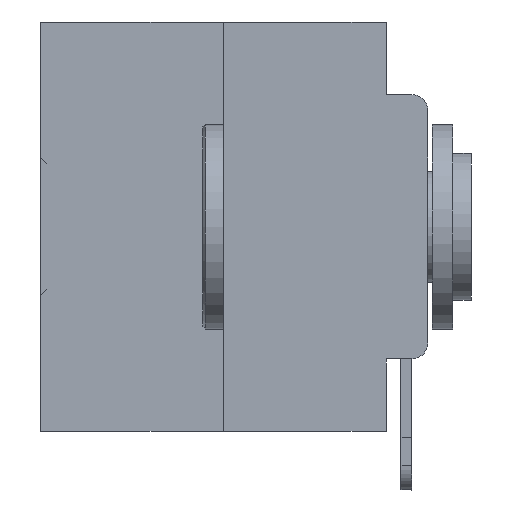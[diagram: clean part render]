
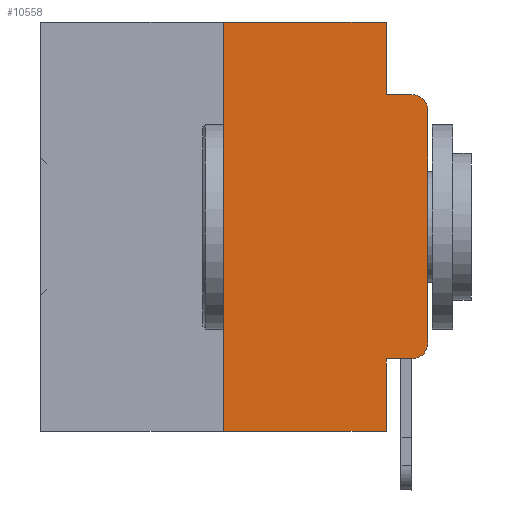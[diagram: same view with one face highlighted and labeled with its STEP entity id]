
A CAD part, left-side view. The second image highlights one B-rep face of the part: STEP entity #10558.
In plain terms, the highlighted planar face has unit normal (-1, 0, 0).
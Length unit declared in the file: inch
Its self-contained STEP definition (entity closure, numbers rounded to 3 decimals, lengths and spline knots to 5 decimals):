
#80 = CARTESIAN_POINT ( 'NONE',  ( 0., 0.02, -0.3915 ) ) ;
#892 = CARTESIAN_POINT ( 'NONE',  ( 0., 0.051, -0.0885 ) ) ;
#976 = LINE ( 'NONE', #17868, #13677 ) ;
#1120 = CIRCLE ( 'NONE', #20258, 0.02 ) ;
#1254 = EDGE_CURVE ( 'NONE', #3744, #19669, #10776, .T. ) ;
#3049 = VECTOR ( 'NONE', #22203, 39.37008 ) ;
#3180 = VERTEX_POINT ( 'NONE', #26369 ) ;
#3415 = LINE ( 'NONE', #892, #8910 ) ;
#3484 = VECTOR ( 'NONE', #32129, 39.37008 ) ;
#3744 = VERTEX_POINT ( 'NONE', #34987 ) ;
#4082 = CARTESIAN_POINT ( 'NONE',  ( 0., 0.473, 0. ) ) ;
#4319 = ORIENTED_EDGE ( 'NONE', *, *, #19171, .T. ) ;
#4534 = DIRECTION ( 'NONE',  ( 0., -1., 0. ) ) ;
#4928 = DIRECTION ( 'NONE',  ( -1., 0., 0. ) ) ;
#5903 = EDGE_CURVE ( 'NONE', #7310, #32065, #976, .T. ) ;
#6335 = ORIENTED_EDGE ( 'NONE', *, *, #21927, .T. ) ;
#6440 = VECTOR ( 'NONE', #15445, 39.37008 ) ;
#6571 = CARTESIAN_POINT ( 'NONE',  ( 0., 0.02, -0.0885 ) ) ;
#7310 = VERTEX_POINT ( 'NONE', #29780 ) ;
#7683 = EDGE_CURVE ( 'NONE', #34632, #28519, #23966, .T. ) ;
#7716 = ORIENTED_EDGE ( 'NONE', *, *, #35239, .F. ) ;
#7922 = DIRECTION ( 'NONE',  ( 0., 0., -1. ) ) ;
#8382 = CARTESIAN_POINT ( 'NONE',  ( 0., 0., 0. ) ) ;
#8910 = VECTOR ( 'NONE', #34247, 39.37008 ) ;
#10330 = EDGE_CURVE ( 'NONE', #32065, #32855, #3415, .T. ) ;
#10558 = ADVANCED_FACE ( 'NONE', ( #27339 ), #21933, .F. ) ;
#10646 = ORIENTED_EDGE ( 'NONE', *, *, #1254, .T. ) ;
#10764 = DIRECTION ( 'NONE',  ( -1., 0., 0. ) ) ;
#10776 = CIRCLE ( 'NONE', #13691, 0.02 ) ;
#11934 = VERTEX_POINT ( 'NONE', #14274 ) ;
#12709 = EDGE_LOOP ( 'NONE', ( #6335, #25389, #31550, #32306, #19283, #7716, #24124, #33589, #4319, #10646 ) ) ;
#12901 = CARTESIAN_POINT ( 'NONE',  ( 0., 0.25, 0. ) ) ;
#13677 = VECTOR ( 'NONE', #34153, 39.37008 ) ;
#13691 = AXIS2_PLACEMENT_3D ( 'NONE', #80, #10764, #22404 ) ;
#14274 = CARTESIAN_POINT ( 'NONE',  ( 0., 0.25, 0. ) ) ;
#15445 = DIRECTION ( 'NONE',  ( 0., -1., 0. ) ) ;
#15888 = AXIS2_PLACEMENT_3D ( 'NONE', #33306, #33483, #7922 ) ;
#15979 = LINE ( 'NONE', #18702, #6440 ) ;
#17135 = EDGE_CURVE ( 'NONE', #3180, #32855, #1120, .T. ) ;
#17868 = CARTESIAN_POINT ( 'NONE',  ( 0., 0.051, 0. ) ) ;
#18702 = CARTESIAN_POINT ( 'NONE',  ( 0., 0.051, -0.4115 ) ) ;
#19171 = EDGE_CURVE ( 'NONE', #25046, #3744, #15979, .T. ) ;
#19283 = ORIENTED_EDGE ( 'NONE', *, *, #21324, .F. ) ;
#19480 = LINE ( 'NONE', #8382, #3049 ) ;
#19669 = VERTEX_POINT ( 'NONE', #35118 ) ;
#20258 = AXIS2_PLACEMENT_3D ( 'NONE', #30312, #4928, #35030 ) ;
#20622 = CARTESIAN_POINT ( 'NONE',  ( 0., 0.25, -0.5 ) ) ;
#20689 = CARTESIAN_POINT ( 'NONE',  ( 0., 0.051, -0.5 ) ) ;
#20770 = CARTESIAN_POINT ( 'NONE',  ( 0., 0.051, 0. ) ) ;
#21030 = CARTESIAN_POINT ( 'NONE',  ( 0., 0.051, -0.0885 ) ) ;
#21098 = CARTESIAN_POINT ( 'NONE',  ( 0., 0.473, -0.5 ) ) ;
#21324 = EDGE_CURVE ( 'NONE', #11934, #7310, #28956, .T. ) ;
#21927 = EDGE_CURVE ( 'NONE', #19669, #3180, #19480, .T. ) ;
#21933 = PLANE ( 'NONE',  #15888 ) ;
#22203 = DIRECTION ( 'NONE',  ( 0., 0., 1. ) ) ;
#22404 = DIRECTION ( 'NONE',  ( 0., 0., -1. ) ) ;
#23966 = LINE ( 'NONE', #21098, #30075 ) ;
#23977 = LINE ( 'NONE', #12901, #26727 ) ;
#24124 = ORIENTED_EDGE ( 'NONE', *, *, #7683, .T. ) ;
#24160 = DIRECTION ( 'NONE',  ( 0., 0., 1. ) ) ;
#25046 = VERTEX_POINT ( 'NONE', #30879 ) ;
#25389 = ORIENTED_EDGE ( 'NONE', *, *, #17135, .T. ) ;
#26369 = CARTESIAN_POINT ( 'NONE',  ( 0., 0., -0.1085 ) ) ;
#26727 = VECTOR ( 'NONE', #24160, 39.37008 ) ;
#27339 = FACE_OUTER_BOUND ( 'NONE', #12709, .T. ) ;
#28519 = VERTEX_POINT ( 'NONE', #20689 ) ;
#28956 = LINE ( 'NONE', #4082, #34860 ) ;
#29066 = LINE ( 'NONE', #20770, #3484 ) ;
#29780 = CARTESIAN_POINT ( 'NONE',  ( 0., 0.051, 0. ) ) ;
#30075 = VECTOR ( 'NONE', #4534, 39.37008 ) ;
#30312 = CARTESIAN_POINT ( 'NONE',  ( 0., 0.02, -0.1085 ) ) ;
#30879 = CARTESIAN_POINT ( 'NONE',  ( 0., 0.051, -0.4115 ) ) ;
#31550 = ORIENTED_EDGE ( 'NONE', *, *, #10330, .F. ) ;
#32065 = VERTEX_POINT ( 'NONE', #21030 ) ;
#32129 = DIRECTION ( 'NONE',  ( 0., 0., -1. ) ) ;
#32306 = ORIENTED_EDGE ( 'NONE', *, *, #5903, .F. ) ;
#32855 = VERTEX_POINT ( 'NONE', #6571 ) ;
#32915 = EDGE_CURVE ( 'NONE', #25046, #28519, #29066, .T. ) ;
#33306 = CARTESIAN_POINT ( 'NONE',  ( 0., 0.473, 0. ) ) ;
#33483 = DIRECTION ( 'NONE',  ( 1., 0., 0. ) ) ;
#33589 = ORIENTED_EDGE ( 'NONE', *, *, #32915, .F. ) ;
#33661 = DIRECTION ( 'NONE',  ( 0., -1., 0. ) ) ;
#34153 = DIRECTION ( 'NONE',  ( 0., 0., -1. ) ) ;
#34247 = DIRECTION ( 'NONE',  ( 0., -1., 0. ) ) ;
#34632 = VERTEX_POINT ( 'NONE', #20622 ) ;
#34860 = VECTOR ( 'NONE', #33661, 39.37008 ) ;
#34987 = CARTESIAN_POINT ( 'NONE',  ( 0., 0.02, -0.4115 ) ) ;
#35030 = DIRECTION ( 'NONE',  ( 0., 0., -1. ) ) ;
#35118 = CARTESIAN_POINT ( 'NONE',  ( 0., 0., -0.3915 ) ) ;
#35239 = EDGE_CURVE ( 'NONE', #34632, #11934, #23977, .T. ) ;
